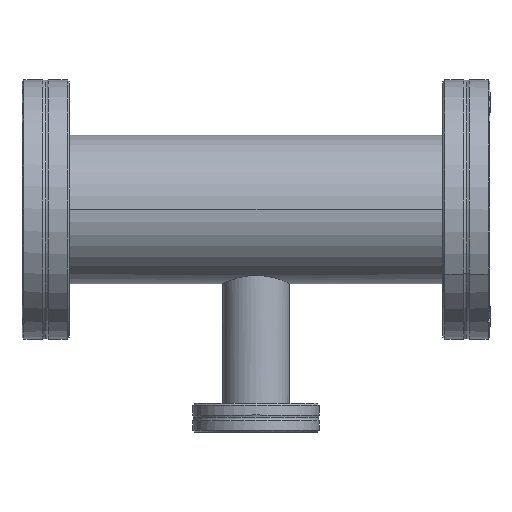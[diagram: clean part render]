
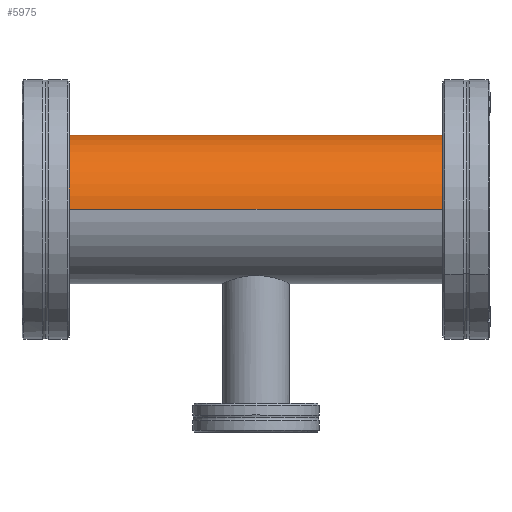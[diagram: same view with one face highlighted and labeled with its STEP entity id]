
A CAD part, top view. The second image highlights one B-rep face of the part: STEP entity #5975.
In plain terms, the highlighted cylindrical face has radius 20 mm (diameter 40 mm), a partial arc.
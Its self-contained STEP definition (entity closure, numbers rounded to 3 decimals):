
#338 = CARTESIAN_POINT ( 'NONE',  ( 0., 0., 20. ) ) ;
#461 = VERTEX_POINT ( 'NONE', #5099 ) ;
#729 = CYLINDRICAL_SURFACE ( 'NONE', #7043, 20. ) ;
#941 = LINE ( 'NONE', #4639, #2463 ) ;
#1299 = AXIS2_PLACEMENT_3D ( 'NONE', #6372, #6343, #6312 ) ;
#1439 = CIRCLE ( 'NONE', #1299, 20. ) ;
#1567 = FACE_OUTER_BOUND ( 'NONE', #6008, .T. ) ;
#1667 = VECTOR ( 'NONE', #4585, 1000. ) ;
#2047 = AXIS2_PLACEMENT_3D ( 'NONE', #5038, #5019, #5011 ) ;
#2463 = VECTOR ( 'NONE', #4667, 1000. ) ;
#2620 = CARTESIAN_POINT ( 'NONE',  ( 116.4, 0., 20. ) ) ;
#3283 = EDGE_CURVE ( 'NONE', #7463, #6526, #6413, .T. ) ;
#4039 = EDGE_CURVE ( 'NONE', #4430, #461, #1439, .T. ) ;
#4065 = EDGE_CURVE ( 'NONE', #461, #6526, #941, .T. ) ;
#4430 = VERTEX_POINT ( 'NONE', #2620 ) ;
#4456 = CARTESIAN_POINT ( 'NONE',  ( 125., 0., 20. ) ) ;
#4585 = DIRECTION ( 'NONE',  ( -1., 0., 0. ) ) ;
#4639 = CARTESIAN_POINT ( 'NONE',  ( 125., 0., -20. ) ) ;
#4667 = DIRECTION ( 'NONE',  ( -1., 0., 0. ) ) ;
#4792 = ORIENTED_EDGE ( 'NONE', *, *, #3283, .F. ) ;
#4948 = DIRECTION ( 'NONE',  ( -1., 0., 0. ) ) ;
#4973 = CARTESIAN_POINT ( 'NONE',  ( 125., 0., 0. ) ) ;
#5011 = DIRECTION ( 'NONE',  ( 0., 0., 1. ) ) ;
#5019 = DIRECTION ( 'NONE',  ( -1., 0., 0. ) ) ;
#5038 = CARTESIAN_POINT ( 'NONE',  ( 0., 0., 0. ) ) ;
#5061 = EDGE_CURVE ( 'NONE', #4430, #7463, #5566, .T. ) ;
#5099 = CARTESIAN_POINT ( 'NONE',  ( 116.4, 0., -20. ) ) ;
#5566 = LINE ( 'NONE', #4456, #1667 ) ;
#5910 = ORIENTED_EDGE ( 'NONE', *, *, #5061, .F. ) ;
#5964 = ORIENTED_EDGE ( 'NONE', *, *, #4065, .T. ) ;
#5975 = ADVANCED_FACE ( 'NONE', ( #1567 ), #729, .T. ) ;
#6008 = EDGE_LOOP ( 'NONE', ( #7466, #5964, #4792, #5910 ) ) ;
#6312 = DIRECTION ( 'NONE',  ( 0., 0., -1. ) ) ;
#6343 = DIRECTION ( 'NONE',  ( -1., 0., 0. ) ) ;
#6372 = CARTESIAN_POINT ( 'NONE',  ( 116.4, 0., 0. ) ) ;
#6413 = CIRCLE ( 'NONE', #2047, 20. ) ;
#6526 = VERTEX_POINT ( 'NONE', #6827 ) ;
#6827 = CARTESIAN_POINT ( 'NONE',  ( 0., 0., -20. ) ) ;
#7043 = AXIS2_PLACEMENT_3D ( 'NONE', #4973, #4948, #7181 ) ;
#7181 = DIRECTION ( 'NONE',  ( 0., 0., 1. ) ) ;
#7463 = VERTEX_POINT ( 'NONE', #338 ) ;
#7466 = ORIENTED_EDGE ( 'NONE', *, *, #4039, .T. ) ;
